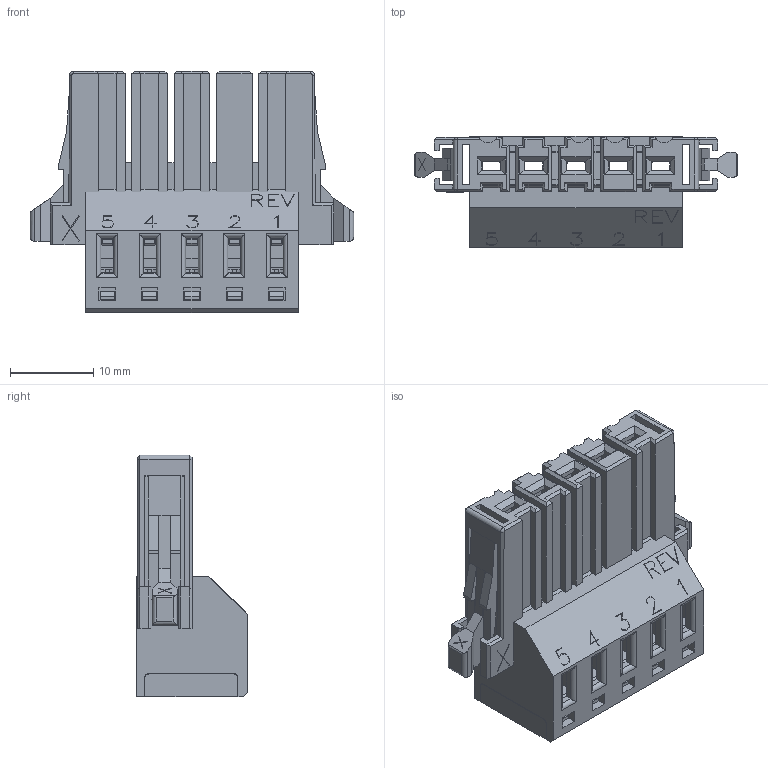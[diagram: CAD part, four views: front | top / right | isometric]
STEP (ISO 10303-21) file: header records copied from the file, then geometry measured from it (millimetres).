
FILE_DESCRIPTION( ('This file contains a STEP AP42 implementation' ,'as created by ZW3D STEP Interface translator.') ,'2;1' );
FILE_NAME( 'WD5085-1HB05S4BA01.stp' ,'2312 8.1650 3', (''), ('ZWCAD Software Co.'), 'Version 1.0', 'ZW3D to STEP translator', '' );
FILE_SCHEMA(('AUTOMOTIVE_DESIGN { 1 0 10303 214 1 1 1 1 }'));
Length unit declared in the file: millimetre
Products named in the file (2): 0; WD5085-1HB05S4BA01
Bounding box: 38.78 x 13.4 x 29 mm (x, y, z)
Volume: 4062.5 mm3; surface area: 8797.9 mm2
Topology: 3 solids, 3 shells, 1708 faces, 4566 edges, 2908 vertices
Faces by surface type: plane 1351, cylinder 217, bspline 108, sphere 16, cone 14, torus 2
Entity records: 55128 total; most frequent: CARTESIAN_POINT 11483, ORIENTED_EDGE 9132, DIRECTION 7834, EDGE_CURVE 4566, VECTOR 3974, LINE 3974, VERTEX_POINT 2908, AXIS2_PLACEMENT_3D 1930
